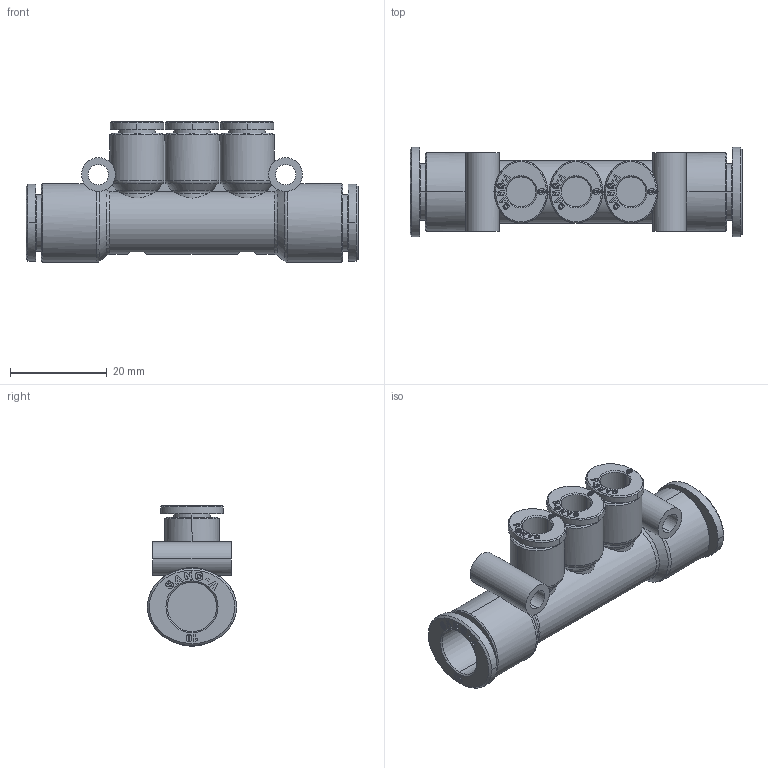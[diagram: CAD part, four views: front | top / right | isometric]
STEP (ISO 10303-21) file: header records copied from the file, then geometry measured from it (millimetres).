
FILE_DESCRIPTION((''),'2;1');
FILE_NAME('GPKG_1006(3D).stp','2017-07-14T16:25:52',(''),(''),'Mechanical Desktop 2009','Mechanical Desktop 2009',', , ');
FILE_SCHEMA(('CONFIG_CONTROL_DESIGN'));
Length unit declared in the file: millimetre
Products named in the file (2): GPKG_1006(3D); ºÎÇ°2
Assembly tree (1 placements, depth 2):
  GPKG_1006(3D)
    ºÎÇ°2
Bounding box: 68.8 x 18.5 x 29.1 mm (x, y, z)
Volume: 11645 mm3; surface area: 9248 mm2
Topology: 1 solids, 1 shells, 1482 faces, 4205 edges, 2794 vertices
Faces by surface type: plane 1284, bspline 90, cylinder 68, cone 32, torus 8
Entity records: 51073 total; most frequent: CARTESIAN_POINT 12752, ORIENTED_EDGE 8410, DIRECTION 7153, EDGE_CURVE 4205, VECTOR 3765, LINE 3765, VERTEX_POINT 2794, AXIS2_PLACEMENT_3D 1694
